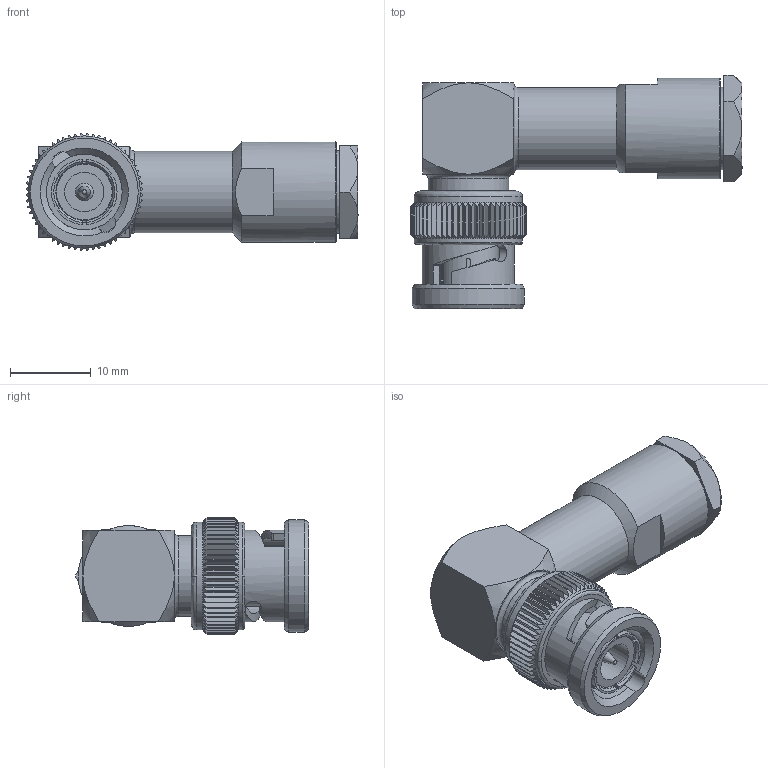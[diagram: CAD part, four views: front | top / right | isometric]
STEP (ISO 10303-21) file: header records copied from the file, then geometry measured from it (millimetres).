
FILE_DESCRIPTION (( 'STEP AP203' ), '1' );
FILE_NAME ('PE4053_3D.step', '2021-05-12T16:18:14', ( '' ), ( '' ), 'SwSTEP 2.0', 'SolidWorks 2020', '' );
FILE_SCHEMA (( 'CONFIG_CONTROL_DESIGN' ));
Length unit declared in the file: inch
Products named in the file (7): Clamp^PE4053; BNC Male Contact^PE4053; PE4053_3D; Gasket^PE4053; Nut^PE4053; Thinner  Washer^PE4053; Body^PE4053
Assembly tree (6 placements, depth 2):
  PE4053_3D
    BNC Male Contact^PE4053
    Clamp^PE4053
    Gasket^PE4053
    Nut^PE4053
    Thinner  Washer^PE4053
    Body^PE4053
Bounding box: 41.18 x 28.95 x 14.46 mm (x, y, z)
Volume: 6067.7 mm3; surface area: 5686.6 mm2
Topology: 8 solids, 10 shells, 516 faces, 1150 edges, 678 vertices
Faces by surface type: plane 204, cone 168, cylinder 117, bspline 21, torus 5, sphere 1
Full cylindrical faces by diameter (mm): 0.711 x2, 1.016 x2, 1.092 x1, 1.27 x1, 1.46 x2, 1.524 x1, 1.627 x1, 2.054 x1, 2.083 x1, 2.184 x1, 2.212 x1, 2.489 x2, 3.81 x1, 4.064 x1, 4.55 x1, 4.877 x1, 5.08 x2, 6.904 x1, 7.057 x1, 7.112 x2, 7.501 x1, 9.395 x1, 9.906 x1, 9.991 x1, 10.058 x3, 10.16 x1, 10.211 x1, 11.395 x1, 11.515 x1, 12.5 x1
Entity records: 18618 total; most frequent: CARTESIAN_POINT 7455, ORIENTED_EDGE 2108, DIRECTION 2101, EDGE_CURVE 1054, AXIS2_PLACEMENT_3D 907, VERTEX_POINT 650, EDGE_LOOP 624, FACE_OUTER_BOUND 561
